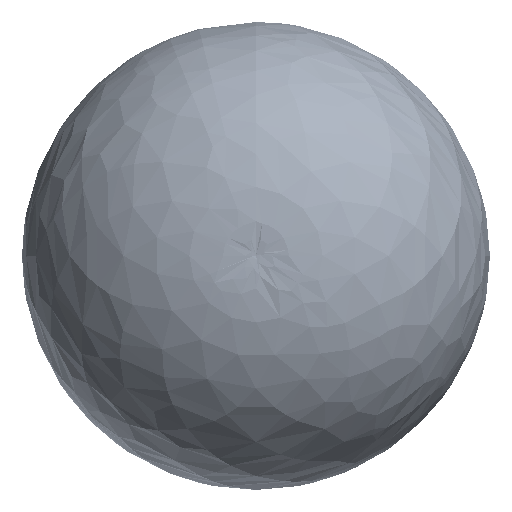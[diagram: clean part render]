
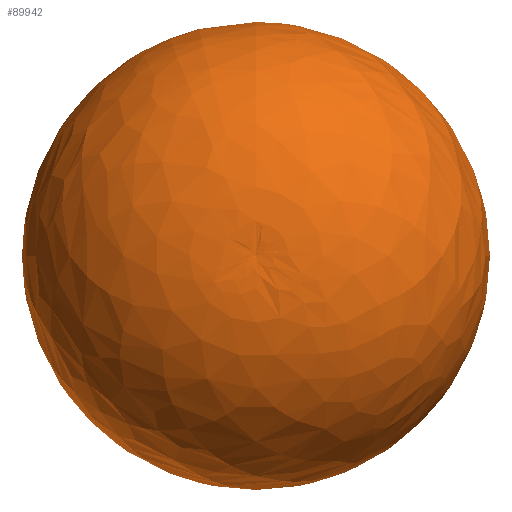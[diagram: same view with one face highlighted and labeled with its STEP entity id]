
A CAD part, top view. The second image highlights one B-rep face of the part: STEP entity #89942.
In plain terms, the highlighted free-form (B-spline) face has degree [2, 2] with [5, 9] control points.
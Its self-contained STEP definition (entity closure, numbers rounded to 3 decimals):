
#2120=(
BOUNDED_SURFACE()
B_SPLINE_SURFACE(2,2,((#241167,#241168,#241169,#241170,#241171,#241172,
#241173,#241174,#241175),(#241176,#241177,#241178,#241179,#241180,#241181,
#241182,#241183,#241184),(#241185,#241186,#241187,#241188,#241189,#241190,
#241191,#241192,#241193),(#241194,#241195,#241196,#241197,#241198,#241199,
#241200,#241201,#241202),(#241203,#241204,#241205,#241206,#241207,#241208,
#241209,#241210,#241211)),.UNSPECIFIED.,.F.,.T.,.F.)
B_SPLINE_SURFACE_WITH_KNOTS((3,2,3),(3,2,2,2,3),(-1.699,-0.37,
0.96),(-3.142,-1.571,0.,1.571,
3.142),.UNSPECIFIED.)
GEOMETRIC_REPRESENTATION_ITEM()
RATIONAL_B_SPLINE_SURFACE(((1.,0.707,1.,0.707,1.,
0.707,1.,0.707,1.),(0.787,0.557,
0.787,0.557,0.787,0.557,
0.787,0.557,0.787),(1.,0.707,
1.,0.707,1.,0.707,1.,0.707,1.),(0.787,
0.557,0.787,0.557,0.787,
0.557,0.787,0.557,0.787),
(1.,0.707,1.,0.707,1.,0.707,1.,0.707,
1.)))
REPRESENTATION_ITEM('')
SURFACE()
);
#20222=FACE_OUTER_BOUND('',#26384,.T.);
#26384=EDGE_LOOP('',(#77870,#77871,#77872));
#32236=CIRCLE('',#100479,1371.792);
#32237=CIRCLE('',#100480,1955.785);
#40131=VERTEX_POINT('',#241164);
#40132=VERTEX_POINT('',#241212);
#52712=EDGE_CURVE('',#40131,#40131,#32236,.T.);
#52713=EDGE_CURVE('',#40131,#40132,#32237,.T.);
#77870=ORIENTED_EDGE('',*,*,#52712,.F.);
#77871=ORIENTED_EDGE('',*,*,#52713,.T.);
#77872=ORIENTED_EDGE('',*,*,#52713,.F.);
#89942=ADVANCED_FACE('',(#20222),#2120,.F.);
#100479=AXIS2_PLACEMENT_3D('',#241166,#123937,#123938);
#100480=AXIS2_PLACEMENT_3D('',#241213,#123939,#123940);
#123937=DIRECTION('center_axis',(-1.,0.,0.));
#123938=DIRECTION('ref_axis',(0.,0.,1.));
#123939=DIRECTION('center_axis',(0.,-1.,0.));
#123940=DIRECTION('ref_axis',(0.,0.,
-1.));
#241164=CARTESIAN_POINT('',(-1602.085,250.,-1371.792));
#241166=CARTESIAN_POINT('Origin',(-1602.085,250.,0.));
#241167=CARTESIAN_POINT('Ctrl Pts',(1939.741,250.,0.));
#241168=CARTESIAN_POINT('Ctrl Pts',(1939.741,250.,0.));
#241169=CARTESIAN_POINT('Ctrl Pts',(1939.741,250.,0.));
#241170=CARTESIAN_POINT('Ctrl Pts',(1939.741,250.,0.));
#241171=CARTESIAN_POINT('Ctrl Pts',(1939.741,250.,0.));
#241172=CARTESIAN_POINT('Ctrl Pts',(1939.741,250.,0.));
#241173=CARTESIAN_POINT('Ctrl Pts',(1939.741,250.,0.));
#241174=CARTESIAN_POINT('Ctrl Pts',(1939.741,250.,0.));
#241175=CARTESIAN_POINT('Ctrl Pts',(1939.741,250.,0.));
#241176=CARTESIAN_POINT('Ctrl Pts',(2135.667,250.,-1520.186));
#241177=CARTESIAN_POINT('Ctrl Pts',(2135.667,-1270.186,
-1520.186));
#241178=CARTESIAN_POINT('Ctrl Pts',(2135.667,-1270.186,
0.));
#241179=CARTESIAN_POINT('Ctrl Pts',(2135.667,-1270.186,
1520.186));
#241180=CARTESIAN_POINT('Ctrl Pts',(2135.667,250.,1520.186));
#241181=CARTESIAN_POINT('Ctrl Pts',(2135.667,1770.186,1520.186));
#241182=CARTESIAN_POINT('Ctrl Pts',(2135.667,1770.186,0.));
#241183=CARTESIAN_POINT('Ctrl Pts',(2135.667,1770.186,-1520.186));
#241184=CARTESIAN_POINT('Ctrl Pts',(2135.667,250.,-1520.186));
#241185=CARTESIAN_POINT('Ctrl Pts',(706.368,250.,-2073.77));
#241186=CARTESIAN_POINT('Ctrl Pts',(706.368,-1823.77,
-2073.77));
#241187=CARTESIAN_POINT('Ctrl Pts',(706.368,-1823.77,
0.));
#241188=CARTESIAN_POINT('Ctrl Pts',(706.368,-1823.77,
2073.77));
#241189=CARTESIAN_POINT('Ctrl Pts',(706.368,250.,2073.77));
#241190=CARTESIAN_POINT('Ctrl Pts',(706.368,2323.77,2073.77));
#241191=CARTESIAN_POINT('Ctrl Pts',(706.368,2323.77,0.));
#241192=CARTESIAN_POINT('Ctrl Pts',(706.368,2323.77,-2073.77));
#241193=CARTESIAN_POINT('Ctrl Pts',(706.368,250.,-2073.77));
#241194=CARTESIAN_POINT('Ctrl Pts',(-722.931,250.,-2627.355));
#241195=CARTESIAN_POINT('Ctrl Pts',(-722.931,-2377.355,
-2627.355));
#241196=CARTESIAN_POINT('Ctrl Pts',(-722.931,-2377.355,
0.));
#241197=CARTESIAN_POINT('Ctrl Pts',(-722.931,-2377.355,
2627.355));
#241198=CARTESIAN_POINT('Ctrl Pts',(-722.931,250.,2627.355));
#241199=CARTESIAN_POINT('Ctrl Pts',(-722.931,2877.355,
2627.355));
#241200=CARTESIAN_POINT('Ctrl Pts',(-722.931,2877.355,
0.));
#241201=CARTESIAN_POINT('Ctrl Pts',(-722.931,2877.355,
-2627.355));
#241202=CARTESIAN_POINT('Ctrl Pts',(-722.931,250.,-2627.355));
#241203=CARTESIAN_POINT('Ctrl Pts',(-1602.085,250.,-1371.792));
#241204=CARTESIAN_POINT('Ctrl Pts',(-1602.085,-1121.792,
-1371.792));
#241205=CARTESIAN_POINT('Ctrl Pts',(-1602.085,-1121.792,
0.));
#241206=CARTESIAN_POINT('Ctrl Pts',(-1602.085,-1121.792,
1371.792));
#241207=CARTESIAN_POINT('Ctrl Pts',(-1602.085,250.,1371.792));
#241208=CARTESIAN_POINT('Ctrl Pts',(-1602.085,1621.792,
1371.792));
#241209=CARTESIAN_POINT('Ctrl Pts',(-1602.085,1621.792,
0.));
#241210=CARTESIAN_POINT('Ctrl Pts',(-1602.085,1621.792,
-1371.792));
#241211=CARTESIAN_POINT('Ctrl Pts',(-1602.085,250.,-1371.792));
#241212=CARTESIAN_POINT('',(1939.741,250.,0.));
#241213=CARTESIAN_POINT('Origin',(0.,250.,-250.));
